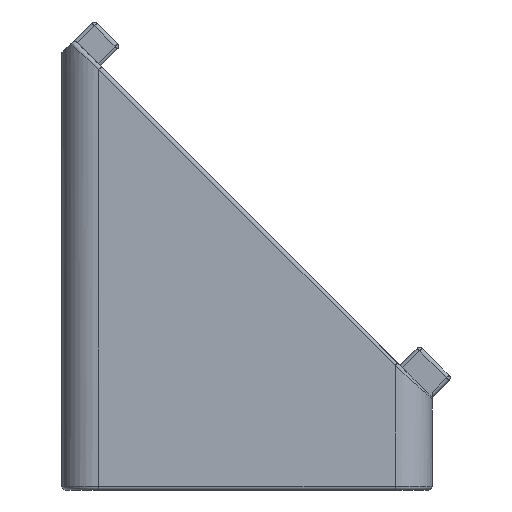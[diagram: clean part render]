
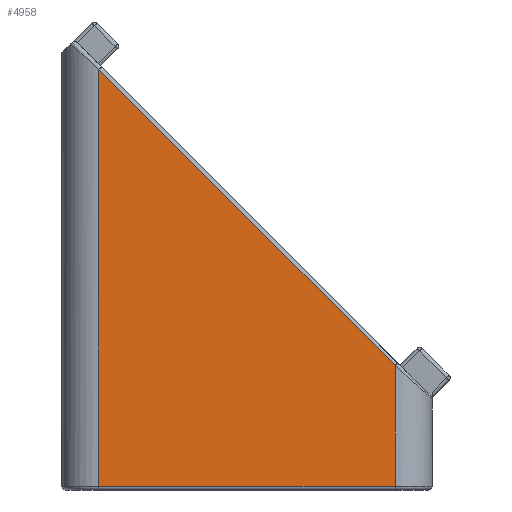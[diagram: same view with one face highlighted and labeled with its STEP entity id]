
A CAD part, front view. The second image highlights one B-rep face of the part: STEP entity #4958.
In plain terms, the highlighted planar face has unit normal (0, -1, 0).
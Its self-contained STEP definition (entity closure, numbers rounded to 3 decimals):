
#138=PLANE('',#5606);
#251=LINE('',#9171,#560);
#257=LINE('',#9204,#566);
#394=LINE('',#10428,#703);
#414=LINE('',#10619,#723);
#560=VECTOR('',#6203,10.);
#566=VECTOR('',#6247,10.);
#703=VECTOR('',#6910,10.);
#723=VECTOR('',#6980,10.);
#1340=FACE_OUTER_BOUND('',#1672,.T.);
#1672=EDGE_LOOP('',(#4568,#4569,#4570,#4571));
#2168=VERTEX_POINT('',#9165);
#2169=VERTEX_POINT('',#9169);
#2177=VERTEX_POINT('',#9203);
#2358=VERTEX_POINT('',#10423);
#2701=EDGE_CURVE('',#2169,#2168,#251,.T.);
#2717=EDGE_CURVE('',#2168,#2177,#257,.T.);
#3024=EDGE_CURVE('',#2177,#2358,#394,.T.);
#3053=EDGE_CURVE('',#2358,#2169,#414,.T.);
#4568=ORIENTED_EDGE('',*,*,#2701,.F.);
#4569=ORIENTED_EDGE('',*,*,#3053,.F.);
#4570=ORIENTED_EDGE('',*,*,#3024,.F.);
#4571=ORIENTED_EDGE('',*,*,#2717,.F.);
#4958=ADVANCED_FACE('',(#1340),#138,.T.);
#5606=AXIS2_PLACEMENT_3D('',#10754,#7172,#7173);
#6203=DIRECTION('',(-1.,0.,0.));
#6247=DIRECTION('',(0.,0.,1.));
#6910=DIRECTION('',(0.707,0.,-0.707));
#6980=DIRECTION('',(0.,0.,-1.));
#7172=DIRECTION('center_axis',(0.,-1.,0.));
#7173=DIRECTION('ref_axis',(1.,0.,0.));
#9165=CARTESIAN_POINT('',(2.,-20.,0.2));
#9169=CARTESIAN_POINT('',(18.,-20.,0.2));
#9171=CARTESIAN_POINT('',(5.,-20.,0.2));
#9203=CARTESIAN_POINT('',(2.,-20.,22.717));
#9204=CARTESIAN_POINT('',(2.,-20.,0.));
#10423=CARTESIAN_POINT('',(18.,-20.,6.717));
#10428=CARTESIAN_POINT('',(16.109,-20.,8.609));
#10619=CARTESIAN_POINT('',(18.,-20.,0.));
#10754=CARTESIAN_POINT('Origin',(0.,-20.,0.));
